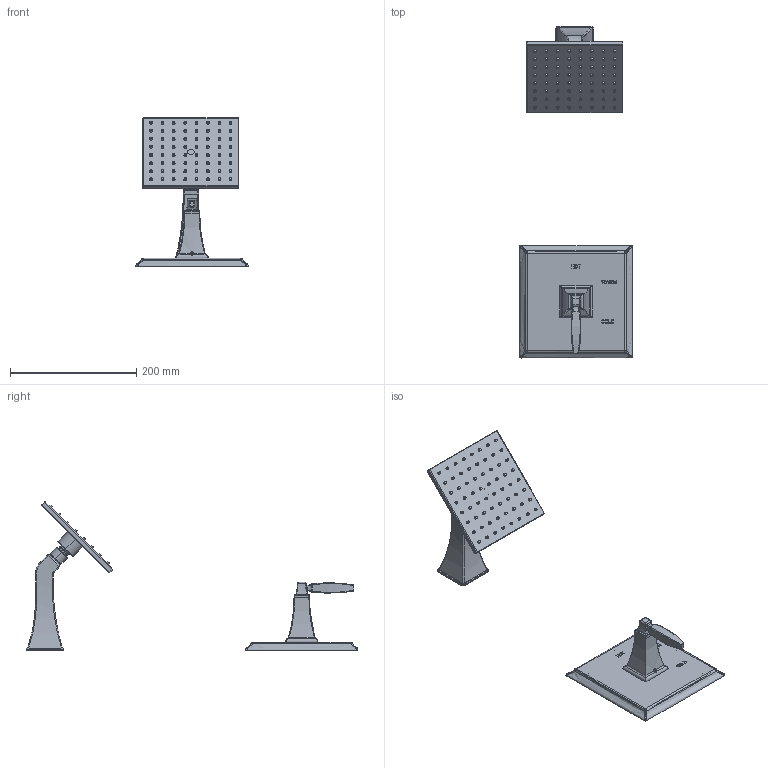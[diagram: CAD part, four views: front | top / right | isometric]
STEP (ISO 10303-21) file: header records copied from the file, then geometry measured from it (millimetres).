
FILE_DESCRIPTION((''),'2;1');
FILE_NAME('3-8104BP_ASM','2015-07-22T',('rsmith'),(''),'PRO/ENGINEER BY PARAMETRIC TECHNOLOGY CORPORATION, 2013150','PRO/ENGINEER BY PARAMETRIC TECHNOLOGY CORPORATION, 2013150','');
FILE_SCHEMA(('CONFIG_CONTROL_DESIGN'));
Length unit declared in the file: millimetre
Products named in the file (22): 12312; ATBE0165-01_1; MANIFOLD_SOLID_BREP_48721_1; CTMBXXXX_1_1; ATBEXXXX_ASM_1_ASM; ATBQ0324_1; CTWR0176_1; 3-504_ASM; NCIP-070; CTWR0281_1; 2-962_ASM; CTDB0354_1; CTWP0207_1; CTHB0237_1; PRT0041; B000144_1; CTST0050_1; B000145_1; CTRR0050_1; CTST0117_1; 3-502_ASM; 3-8104BP_ASM
Assembly tree (22 placements, depth 4):
  3-8104BP_ASM
    12312
    3-504_ASM
      ATBEXXXX_ASM_1_ASM
        ATBE0165-01_1
        MANIFOLD_SOLID_BREP_48721_1
        CTMBXXXX_1_1
      ATBQ0324_1
      CTWR0176_1
    2-962_ASM
      NCIP-070
      CTWR0281_1
    3-502_ASM
      CTDB0354_1
      CTWP0207_1  x2
      CTHB0237_1
      PRT0041
      B000144_1
      CTST0050_1
      B000145_1
      CTRR0050_1
      CTST0117_1
Bounding box: 177.8 x 525.02 x 234.5 mm (x, y, z)
Volume: 396772.4 mm3; surface area: 270894 mm2
Topology: 18 solids, 26 shells, 1817 faces, 5083 edges, 3372 vertices
Faces by surface type: plane 771, cylinder 520, cone 209, bspline 152, extrusion 76, torus 45, sphere 40, revolution 4
Entity records: 73955 total; most frequent: CARTESIAN_POINT 28048, ORIENTED_EDGE 9783, DIRECTION 8955, EDGE_CURVE 5024, VERTEX_POINT 3364, AXIS2_PLACEMENT_3D 3147, VECTOR 2657, LINE 2581
